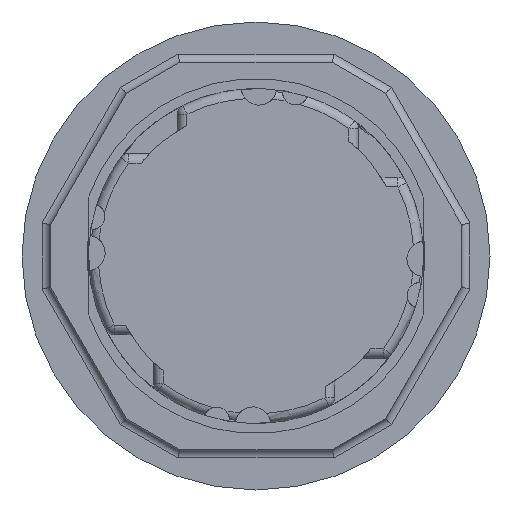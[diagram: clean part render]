
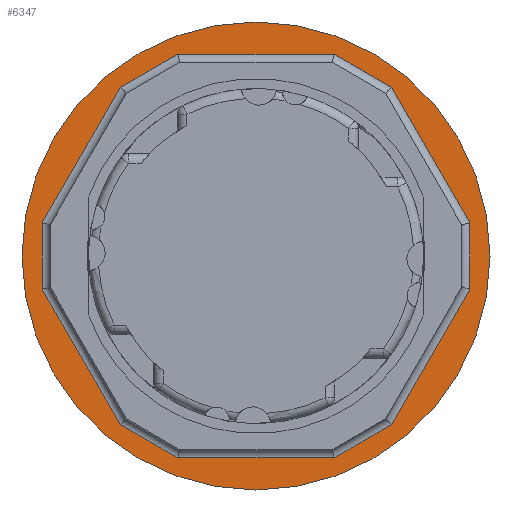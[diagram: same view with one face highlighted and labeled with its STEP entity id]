
A CAD part, front view. The second image highlights one B-rep face of the part: STEP entity #6347.
In plain terms, the highlighted planar face has unit normal (0, -1, 0).
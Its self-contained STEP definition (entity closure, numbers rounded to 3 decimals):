
#111=FACE_BOUND('',#1722,.T.);
#369=LINE('',#10698,#824);
#370=LINE('',#10700,#825);
#371=LINE('',#10702,#826);
#372=LINE('',#10704,#827);
#373=LINE('',#10706,#828);
#374=LINE('',#10708,#829);
#375=LINE('',#10710,#830);
#376=LINE('',#10712,#831);
#377=LINE('',#10714,#832);
#378=LINE('',#10716,#833);
#379=LINE('',#10718,#834);
#380=LINE('',#10719,#835);
#824=VECTOR('',#8420,10.);
#825=VECTOR('',#8421,10.);
#826=VECTOR('',#8422,10.);
#827=VECTOR('',#8423,10.);
#828=VECTOR('',#8424,10.);
#829=VECTOR('',#8425,10.);
#830=VECTOR('',#8426,10.);
#831=VECTOR('',#8427,10.);
#832=VECTOR('',#8428,10.);
#833=VECTOR('',#8429,10.);
#834=VECTOR('',#8430,10.);
#835=VECTOR('',#8431,10.);
#1367=FACE_OUTER_BOUND('',#1721,.T.);
#1721=EDGE_LOOP('',(#5064,#5065));
#1722=EDGE_LOOP('',(#5066,#5067,#5068,#5069,#5070,#5071,#5072,#5073,#5074,
#5075,#5076,#5077));
#2272=CIRCLE('',#6954,14.5);
#2273=CIRCLE('',#6955,14.5);
#2743=VERTEX_POINT('',#10612);
#2744=VERTEX_POINT('',#10613);
#2772=VERTEX_POINT('',#10696);
#2773=VERTEX_POINT('',#10697);
#2774=VERTEX_POINT('',#10699);
#2775=VERTEX_POINT('',#10701);
#2776=VERTEX_POINT('',#10703);
#2777=VERTEX_POINT('',#10705);
#2778=VERTEX_POINT('',#10707);
#2779=VERTEX_POINT('',#10709);
#2780=VERTEX_POINT('',#10711);
#2781=VERTEX_POINT('',#10713);
#2782=VERTEX_POINT('',#10715);
#2783=VERTEX_POINT('',#10717);
#3574=EDGE_CURVE('',#2743,#2744,#2272,.T.);
#3575=EDGE_CURVE('',#2744,#2743,#2273,.T.);
#3615=EDGE_CURVE('',#2772,#2773,#369,.T.);
#3616=EDGE_CURVE('',#2774,#2772,#370,.T.);
#3617=EDGE_CURVE('',#2775,#2774,#371,.T.);
#3618=EDGE_CURVE('',#2776,#2775,#372,.T.);
#3619=EDGE_CURVE('',#2777,#2776,#373,.T.);
#3620=EDGE_CURVE('',#2778,#2777,#374,.T.);
#3621=EDGE_CURVE('',#2779,#2778,#375,.T.);
#3622=EDGE_CURVE('',#2780,#2779,#376,.T.);
#3623=EDGE_CURVE('',#2781,#2780,#377,.T.);
#3624=EDGE_CURVE('',#2782,#2781,#378,.T.);
#3625=EDGE_CURVE('',#2783,#2782,#379,.T.);
#3626=EDGE_CURVE('',#2773,#2783,#380,.T.);
#5064=ORIENTED_EDGE('',*,*,#3574,.T.);
#5065=ORIENTED_EDGE('',*,*,#3575,.T.);
#5066=ORIENTED_EDGE('',*,*,#3615,.F.);
#5067=ORIENTED_EDGE('',*,*,#3616,.F.);
#5068=ORIENTED_EDGE('',*,*,#3617,.F.);
#5069=ORIENTED_EDGE('',*,*,#3618,.F.);
#5070=ORIENTED_EDGE('',*,*,#3619,.F.);
#5071=ORIENTED_EDGE('',*,*,#3620,.F.);
#5072=ORIENTED_EDGE('',*,*,#3621,.F.);
#5073=ORIENTED_EDGE('',*,*,#3622,.F.);
#5074=ORIENTED_EDGE('',*,*,#3623,.F.);
#5075=ORIENTED_EDGE('',*,*,#3624,.F.);
#5076=ORIENTED_EDGE('',*,*,#3625,.F.);
#5077=ORIENTED_EDGE('',*,*,#3626,.F.);
#6088=PLANE('',#6986);
#6347=ADVANCED_FACE('',(#1367,#111),#6088,.T.);
#6954=AXIS2_PLACEMENT_3D('',#10614,#8332,#8333);
#6955=AXIS2_PLACEMENT_3D('',#10615,#8334,#8335);
#6986=AXIS2_PLACEMENT_3D('',#10695,#8418,#8419);
#8332=DIRECTION('center_axis',(0.,-1.,0.));
#8333=DIRECTION('ref_axis',(0.866,0.,-0.5));
#8334=DIRECTION('center_axis',(0.,-1.,0.));
#8335=DIRECTION('ref_axis',(0.866,0.,-0.5));
#8418=DIRECTION('center_axis',(0.,-1.,0.));
#8419=DIRECTION('ref_axis',(-0.5,0.,-0.866));
#8420=DIRECTION('',(0.5,0.,0.866));
#8421=DIRECTION('',(0.866,0.,0.5));
#8422=DIRECTION('',(1.,0.,0.));
#8423=DIRECTION('',(0.866,0.,-0.5));
#8424=DIRECTION('',(0.5,0.,-0.866));
#8425=DIRECTION('',(0.,0.,-1.));
#8426=DIRECTION('',(-0.5,0.,-0.866));
#8427=DIRECTION('',(-0.866,0.,-0.5));
#8428=DIRECTION('',(-1.,0.,0.));
#8429=DIRECTION('',(-0.866,0.,0.5));
#8430=DIRECTION('',(-0.5,0.,0.866));
#8431=DIRECTION('',(0.,0.,1.));
#10612=CARTESIAN_POINT('',(12.557,6.75,-7.25));
#10613=CARTESIAN_POINT('',(-12.557,6.75,7.25));
#10614=CARTESIAN_POINT('Origin',(0.,6.75,
0.));
#10615=CARTESIAN_POINT('Origin',(0.,6.75,
0.));
#10695=CARTESIAN_POINT('Origin',(6.279,6.75,-3.625));
#10696=CARTESIAN_POINT('',(8.401,6.75,-10.45));
#10697=CARTESIAN_POINT('',(13.25,6.75,-2.05));
#10698=CARTESIAN_POINT('',(12.004,6.75,-4.208));
#10699=CARTESIAN_POINT('',(4.849,6.75,-12.5));
#10700=CARTESIAN_POINT('',(9.024,6.75,-10.089));
#10701=CARTESIAN_POINT('',(-4.849,6.75,-12.5));
#10702=CARTESIAN_POINT('',(5.497,6.75,-12.5));
#10703=CARTESIAN_POINT('',(-8.401,6.75,-10.45));
#10704=CARTESIAN_POINT('',(-2.656,6.75,-13.766));
#10705=CARTESIAN_POINT('',(-13.25,6.75,-2.05));
#10706=CARTESIAN_POINT('',(-8.077,6.75,-11.011));
#10707=CARTESIAN_POINT('',(-13.25,6.75,2.05));
#10708=CARTESIAN_POINT('',(-13.25,6.75,-2.771));
#10709=CARTESIAN_POINT('',(-8.401,6.75,10.45));
#10710=CARTESIAN_POINT('',(-12.004,6.75,4.208));
#10711=CARTESIAN_POINT('',(-4.849,6.75,12.5));
#10712=CARTESIAN_POINT('',(-5.885,6.75,11.902));
#10713=CARTESIAN_POINT('',(4.849,6.75,12.5));
#10714=CARTESIAN_POINT('',(0.782,6.75,12.5));
#10715=CARTESIAN_POINT('',(8.401,6.75,10.45));
#10716=CARTESIAN_POINT('',(8.935,6.75,10.141));
#10717=CARTESIAN_POINT('',(13.25,6.75,2.05));
#10718=CARTESIAN_POINT('',(11.216,6.75,5.573));
#10719=CARTESIAN_POINT('',(13.25,6.75,-0.854));
